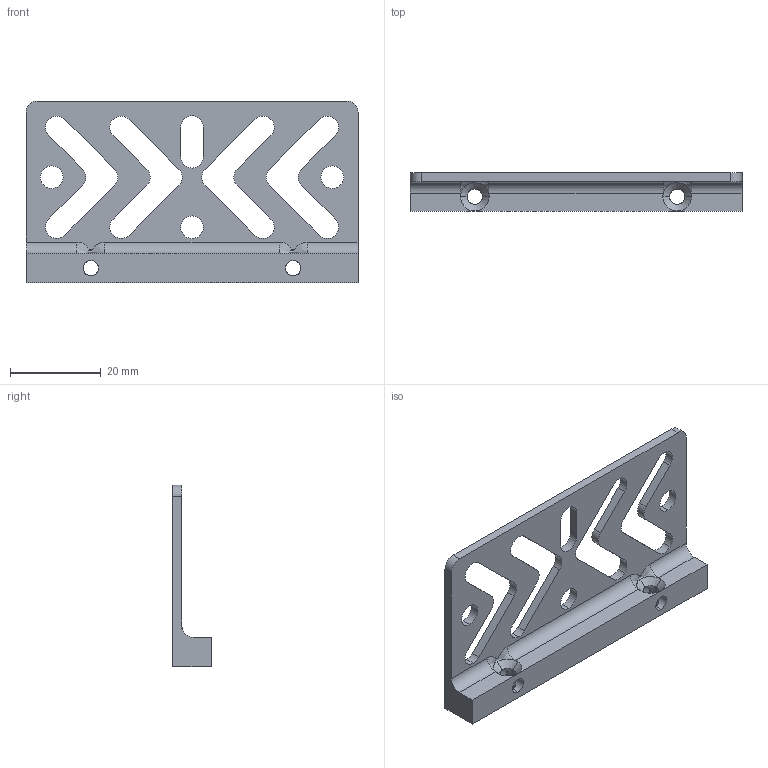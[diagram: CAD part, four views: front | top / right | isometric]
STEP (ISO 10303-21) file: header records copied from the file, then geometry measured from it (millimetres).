
FILE_DESCRIPTION (( 'STEP AP214' ), '1' );
FILE_NAME ('v12 Pump Bracket.STEP', '2021-07-18T17:10:27', ( '' ), ( '' ), 'SwSTEP 2.0', 'SolidWorks 2021', '' );
FILE_SCHEMA (( 'AUTOMOTIVE_DESIGN' ));
Length unit declared in the file: centimetre
Products named in the file (1): v12 Pump Bracket
Bounding box: 73 x 8.5 x 40 mm (x, y, z)
Volume: 7021.2 mm3; surface area: 6553.5 mm2
Topology: 1 solids, 1 shells, 102 faces, 290 edges, 184 vertices
Faces by surface type: cylinder 62, plane 30, cone 8, bspline 2
Entity records: 3692 total; most frequent: CARTESIAN_POINT 901, DIRECTION 602, ORIENTED_EDGE 580, EDGE_CURVE 290, AXIS2_PLACEMENT_3D 229, VERTEX_POINT 184, LINE 144, VECTOR 144
